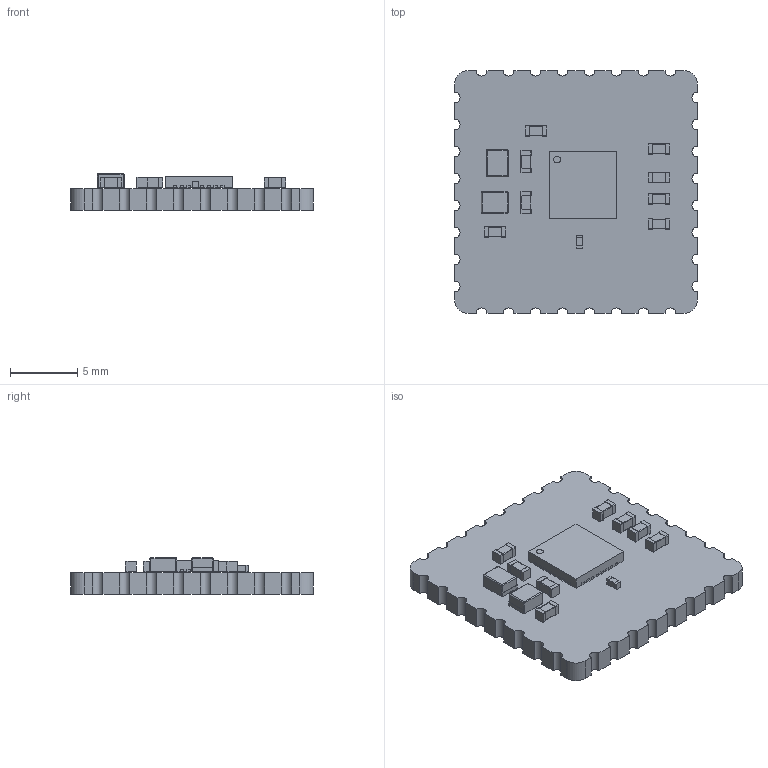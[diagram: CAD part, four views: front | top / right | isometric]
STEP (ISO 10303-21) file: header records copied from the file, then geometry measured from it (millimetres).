
FILE_DESCRIPTION(('KiCad electronic assembly'),'2;1');
FILE_NAME('nPM1300-Stamp.step','2024-09-30T16:11:43',('Pcbnew'),('Kicad' ),'Open CASCADE STEP processor 7.6','KiCad to STEP converter', 'Unknown');
FILE_SCHEMA(('AUTOMOTIVE_DESIGN { 1 0 10303 214 1 1 1 1 }'));
Length unit declared in the file: millimetre
Products named in the file (10): nPM1300-Stamp 1; C_0603_1608Metric; QFN-32-1EP_5x5mm_P0.5mm_EP3.3x3.3mm; QFN_32_1EP_5x5mm_P05mm_EP33x33mm; L_Cenker_CKCS201610; C_0402_1005Metric; nPM1300-Stamp_PCB
Assembly tree (17 placements, depth 3):
  nPM1300-Stamp 1
    C_0603_1608Metric  x8
      C_0603_1608Metric
    QFN-32-1EP_5x5mm_P0.5mm_EP3.3x3.3mm
      QFN_32_1EP_5x5mm_P05mm_EP33x33mm
    L_Cenker_CKCS201610  x2
      L_Cenker_CKCS201610
    C_0402_1005Metric
      C_0402_1005Metric
    nPM1300-Stamp_PCB
Bounding box: 18 x 18 x 2.7 mm (x, y, z)
Volume: 539.5 mm3; surface area: 922.4 mm2
Topology: 13 solids, 13 shells, 605 faces, 1661 edges, 1094 vertices
Faces by surface type: plane 387, cylinder 210, sphere 8
Full cylindrical faces by diameter (mm): 0.2 x9, 0.5 x1
Entity records: 14652 total; most frequent: CARTESIAN_POINT 2200, ORIENTED_EDGE 2166, DIRECTION 2121, EDGE_CURVE 1083, LINE 843, VECTOR 843, VERTEX_POINT 718, AXIS2_PLACEMENT_3D 639
